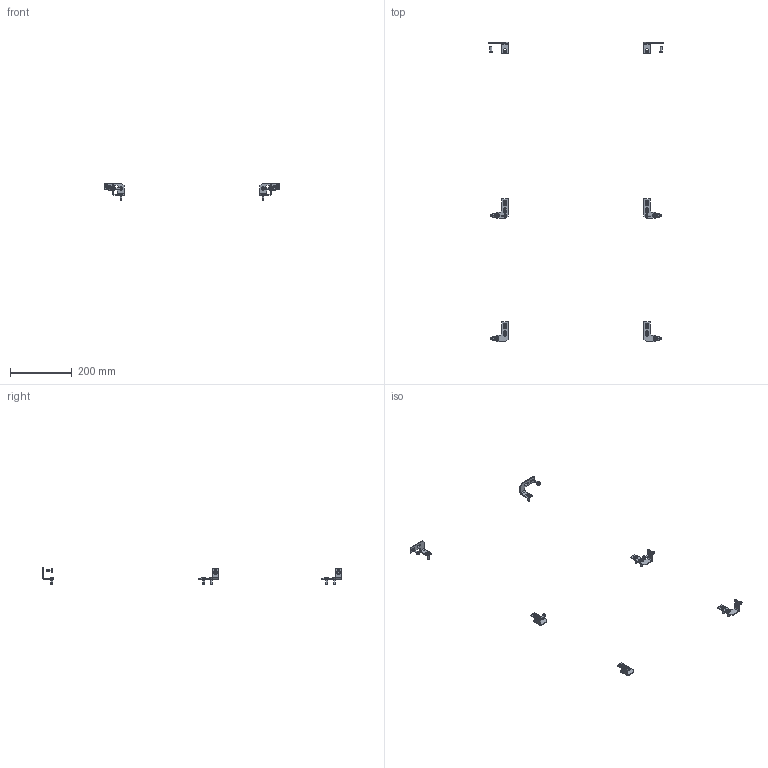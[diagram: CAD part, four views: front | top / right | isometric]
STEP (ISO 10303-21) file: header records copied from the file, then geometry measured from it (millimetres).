
FILE_DESCRIPTION (( 'STEP AP214' ), '1' );
FILE_NAME ('AMPF6 Êîìïëåêò êðåïåæíûõ àêñåññóàðîâ.step', '2020-11-05T13:38:03', ( '' ), ( '' ), 'SwSTEP 2.0', 'SolidWorks 2019', '' );
FILE_SCHEMA (( 'AUTOMOTIVE_DESIGN' ));
Length unit declared in the file: millimetre
Products named in the file (8): Ãàéêà ÃÎÑÒ 5927-70_6.6G.5; ﾘ琺矜 65ﾃ 019 ﾃﾎﾑﾒ 6402-70_6; Âèíò Ì6 DIN 7985_6å20; Âèíò ñàìîíàðåçàþùèé Ì6 DIN 7516À_6å16; AMPF6 Êîìïëåêò êðåïåæíûõ àêñåññóàðîâ; AVT001.08.00.03 赶鎀鍧_01; ﾘ琺矜 01.019 ﾃﾎﾑﾒ11371-78_6; AVT001.08.00.03 赶鎀鍧_00
Assembly tree (36 placements, depth 2):
  AMPF6 Êîìïëåêò êðåïåæíûõ àêñåññóàðîâ
    AVT001.08.00.03 赶鎀鍧_00  x3
    AVT001.08.00.03 赶鎀鍧_01  x3
    Âèíò Ì6 DIN 7985_6å20  x14
    ﾘ琺矜 01.019 ﾃﾎﾑﾒ11371-78_6  x4
    ﾘ琺矜 65ﾃ 019 ﾃﾎﾑﾒ 6402-70_6  x4
    Ãàéêà ÃÎÑÒ 5927-70_6.6G.5  x4
    Âèíò ñàìîíàðåçàþùèé Ì6 DIN 7516À_6å16  x4
Bounding box: 569.5 x 972 x 56 mm (x, y, z)
Volume: 55829.3 mm3; surface area: 48653.3 mm2
Topology: 36 solids, 36 shells, 720 faces, 1782 edges, 1152 vertices
Faces by surface type: plane 458, cylinder 166, cone 60, sphere 36
Entity records: 4774 total; most frequent: CARTESIAN_POINT 855, DIRECTION 796, ORIENTED_EDGE 680, EDGE_CURVE 340, AXIS2_PLACEMENT_3D 295, VERTEX_POINT 218, LINE 206, VECTOR 206
